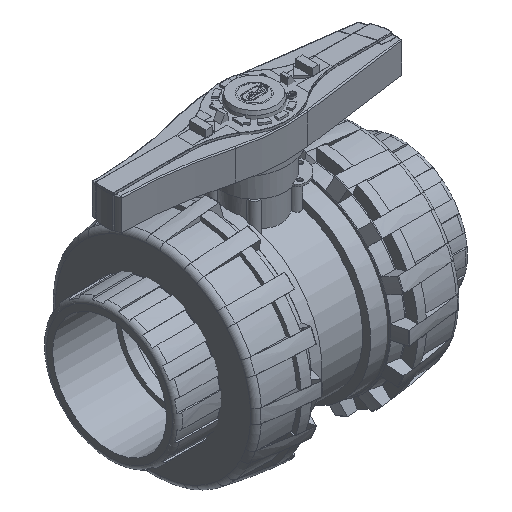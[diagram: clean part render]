
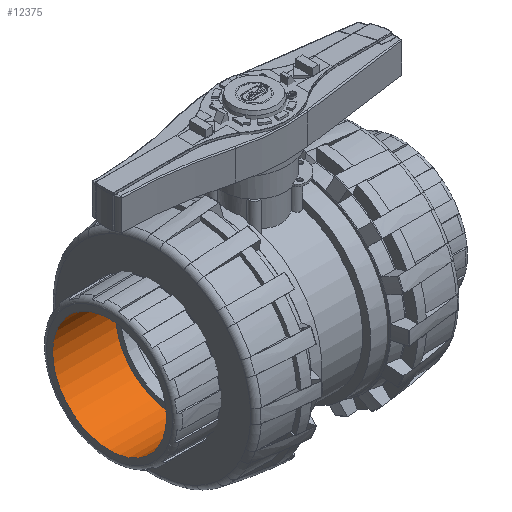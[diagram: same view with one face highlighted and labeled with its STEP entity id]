
A CAD part, isometric view. The second image highlights one B-rep face of the part: STEP entity #12375.
In plain terms, the highlighted cylindrical face has radius 55 mm (diameter 110 mm), a full revolution.
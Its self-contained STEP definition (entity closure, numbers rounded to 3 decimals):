
#565=FACE_BOUND('',#3562,.T.);
#2696=CYLINDRICAL_SURFACE('',#13142,55.);
#2824=FACE_OUTER_BOUND('',#3561,.T.);
#3561=EDGE_LOOP('',(#8268));
#3562=EDGE_LOOP('',(#8269));
#4351=CIRCLE('',#13140,55.);
#4353=CIRCLE('',#13143,55.);
#4946=VERTEX_POINT('',#18226);
#4948=VERTEX_POINT('',#18231);
#6254=EDGE_CURVE('',#4946,#4946,#4351,.T.);
#6256=EDGE_CURVE('',#4948,#4948,#4353,.T.);
#8268=ORIENTED_EDGE('',*,*,#6254,.T.);
#8269=ORIENTED_EDGE('',*,*,#6256,.F.);
#12375=ADVANCED_FACE('',(#2824,#565),#2696,.F.);
#13140=AXIS2_PLACEMENT_3D('',#18227,#14487,#14488);
#13142=AXIS2_PLACEMENT_3D('',#18230,#14491,#14492);
#13143=AXIS2_PLACEMENT_3D('',#18232,#14493,#14494);
#14487=DIRECTION('center_axis',(1.,0.,0.));
#14488=DIRECTION('ref_axis',(0.,1.,0.));
#14491=DIRECTION('center_axis',(1.,0.,0.));
#14492=DIRECTION('ref_axis',(0.,1.,0.));
#14493=DIRECTION('center_axis',(1.,0.,0.));
#14494=DIRECTION('ref_axis',(0.,1.,0.));
#18226=CARTESIAN_POINT('',(-76.416,119.788,-0.519));
#18227=CARTESIAN_POINT('Origin',(-76.416,64.788,-0.519));
#18230=CARTESIAN_POINT('Origin',(-106.916,64.788,-0.519));
#18231=CARTESIAN_POINT('',(-137.416,119.788,-0.519));
#18232=CARTESIAN_POINT('Origin',(-137.416,64.788,-0.519));
